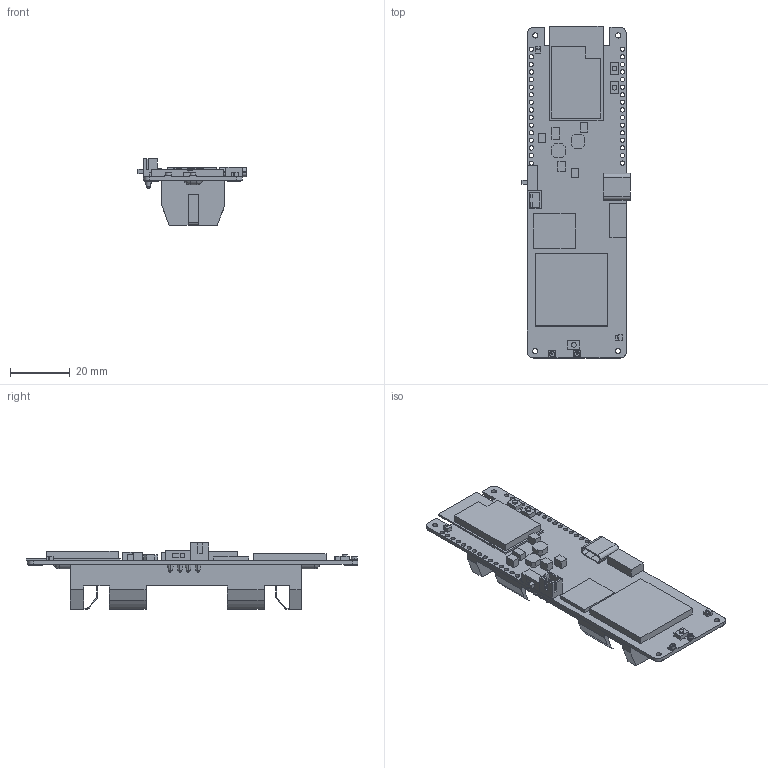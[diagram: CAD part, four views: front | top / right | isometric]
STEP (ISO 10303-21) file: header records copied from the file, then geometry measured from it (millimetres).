
FILE_DESCRIPTION((''),'2;1');
FILE_NAME('SIM7000G_PCB_0415','2023-06-07T13:46:38',('HR'),(''),'CREO PARAMETRIC BY PTC INC, 2019010','CREO PARAMETRIC BY PTC INC, 2019010','');
FILE_SCHEMA(('AUTOMOTIVE_DESIGN { 1 0 10303 214 1 1 1 1 }'));
Length unit declared in the file: millimetre
Products named in the file (1): SIM7000G_PCB_0415
Bounding box: 36.18 x 111.04 x 22.2 mm (x, y, z)
Volume: 15092.6 mm3; surface area: 13807.6 mm2
Topology: 1 solids, 1 shells, 451 faces, 1198 edges, 790 vertices
Faces by surface type: plane 286, cylinder 145, bspline 12, cone 8
Entity records: 15853 total; most frequent: CARTESIAN_POINT 2717, DIRECTION 2408, ORIENTED_EDGE 2396, EDGE_CURVE 1198, VECTOR 866, LINE 866, VERTEX_POINT 790, AXIS2_PLACEMENT_3D 771
